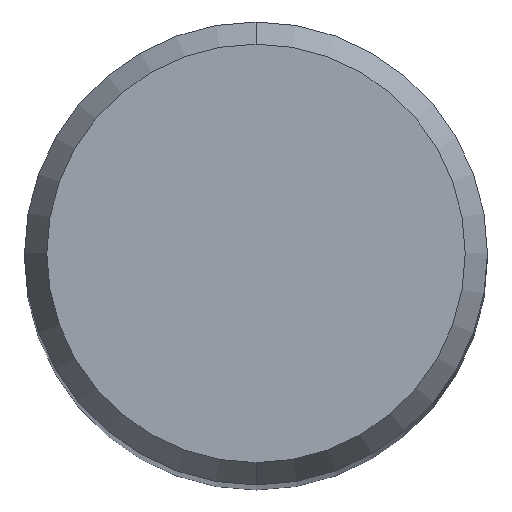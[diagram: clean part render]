
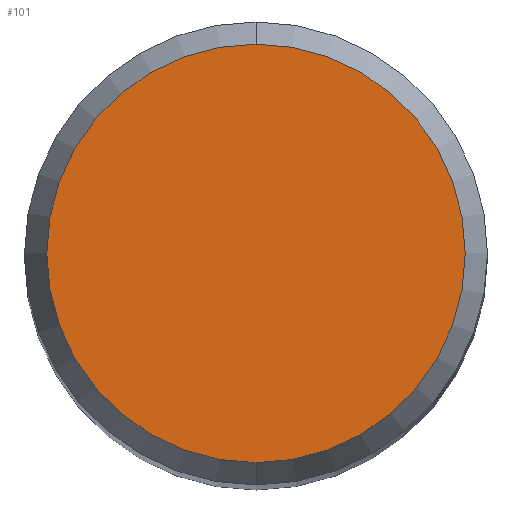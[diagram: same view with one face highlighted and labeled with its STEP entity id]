
A CAD part, top view. The second image highlights one B-rep face of the part: STEP entity #101.
In plain terms, the highlighted planar face has unit normal (0, 0, 1).
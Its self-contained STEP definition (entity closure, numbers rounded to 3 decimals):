
#101=ADVANCED_FACE('',(#252),#253,.T.);
#113=EDGE_CURVE('',#125,#155,#266,.T.);
#125=VERTEX_POINT('',#279);
#155=VERTEX_POINT('',#313);
#163=EDGE_CURVE('',#155,#125,#322,.T.);
#252=FACE_OUTER_BOUND('',#412,.T.);
#253=PLANE('',#413);
#266=CIRCLE('',#433,2.158);
#279=CARTESIAN_POINT('',(0.,-2.158,0.));
#313=CARTESIAN_POINT('',(0.0,2.158,0.));
#322=CIRCLE('',#500,2.158);
#412=EDGE_LOOP('',(#602,#603));
#413=AXIS2_PLACEMENT_3D('',#604,#605,#606);
#433=AXIS2_PLACEMENT_3D('',#618,#619,#620);
#500=AXIS2_PLACEMENT_3D('',#690,#691,#692);
#602=ORIENTED_EDGE('',*,*,#163,.F.);
#603=ORIENTED_EDGE('',*,*,#113,.F.);
#604=CARTESIAN_POINT('',(0.0,1.079,0.));
#605=DIRECTION('',(-0.0,0.0,1.0));
#606=DIRECTION('',(0.0,-1.0,0.0));
#618=CARTESIAN_POINT('',(0.0,0.0,0.));
#619=DIRECTION('',(0.0,0.0,-1.0));
#620=DIRECTION('',(0.0,1.0,0.0));
#690=CARTESIAN_POINT('',(0.0,0.0,0.));
#691=DIRECTION('',(0.0,0.0,-1.0));
#692=DIRECTION('',(0.0,1.0,0.0));
